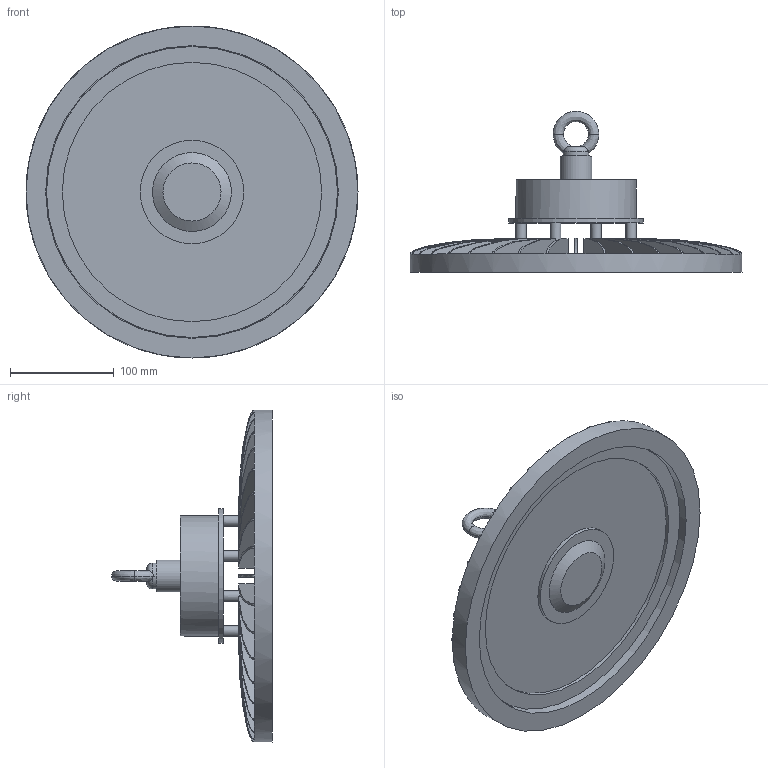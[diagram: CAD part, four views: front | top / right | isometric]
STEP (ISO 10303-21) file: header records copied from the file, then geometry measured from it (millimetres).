
FILE_DESCRIPTION (( 'STEP AP214' ), '1' );
FILE_NAME ('HB_G4_190W.STEP', '2023-06-23T10:49:00', ( '' ), ( '' ), 'SwSTEP 2.0', 'SolidWorks 2020', '' );
FILE_SCHEMA (( 'AUTOMOTIVE_DESIGN' ));
Length unit declared in the file: millimetre
Products named in the file (1): HB_G4_190W
Bounding box: 320 x 155.1 x 320 mm (x, y, z)
Volume: 1345626.9 mm3; surface area: 467611.1 mm2
Topology: 5 solids, 5 shells, 186 faces, 519 edges, 346 vertices
Faces by surface type: plane 124, bspline 40, cylinder 17, torus 4, cone 1
Full cylindrical faces by diameter (mm): 10 x3, 30.5 x1, 68 x1, 70 x1, 99.822 x1, 116 x1, 130 x1, 249.978 x1, 280.4 x2, 282 x1, 320 x1
Entity records: 23601 total; most frequent: CARTESIAN_POINT 17206, ORIENTED_EDGE 982, DIRECTION 719, EDGE_CURVE 491, VERTEX_POINT 334, LINE 275, VECTOR 275, AXIS2_PLACEMENT_3D 222
